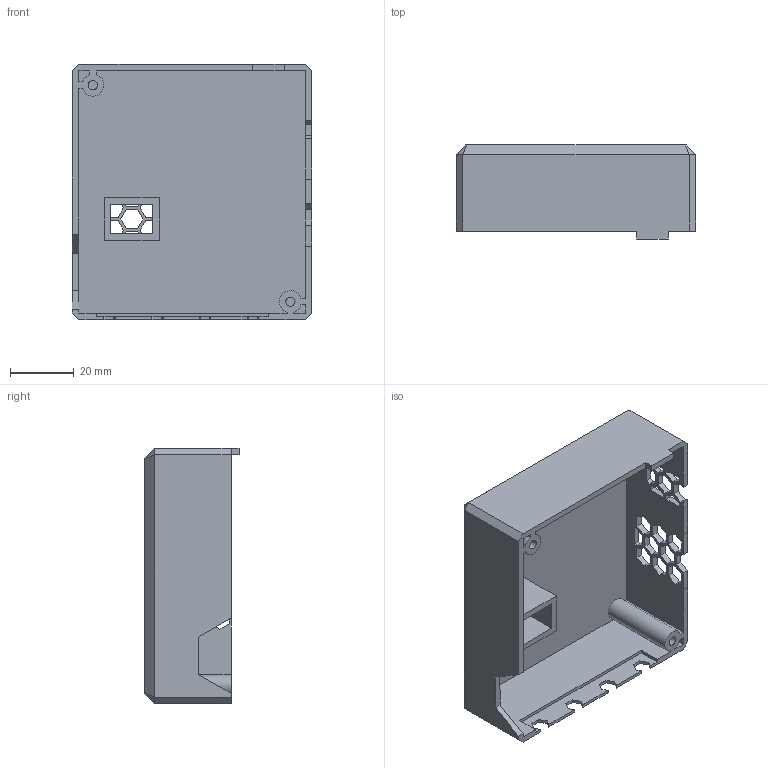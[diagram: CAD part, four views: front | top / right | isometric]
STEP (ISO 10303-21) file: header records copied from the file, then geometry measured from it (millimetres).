
FILE_DESCRIPTION(/* description */ (''),/* implementation_level */ '2;1');
FILE_NAME(/* name */ 'Lid.step',/* time_stamp */ '2025-01-18T13:34:59+01:00',/* author */ (''),/* organization */ (''),/* preprocessor_version */ 'ST-DEVELOPER v20',/* originating_system */ 'Autodesk Translation Framework v12.20.1.177',/* authorisation */ '');
FILE_SCHEMA (('AUTOMOTIVE_DESIGN { 1 0 10303 214 3 1 1 }'));
Length unit declared in the file: millimetre
Products named in the file (1): Lid
Bounding box: 75 x 29.5 x 80 mm (x, y, z)
Volume: 26544.1 mm3; surface area: 29404.4 mm2
Topology: 1 solids, 1 shells, 296 faces, 843 edges, 558 vertices
Faces by surface type: plane 282, cylinder 14
Full cylindrical faces by diameter (mm): 2.9 x2
Entity records: 9560 total; most frequent: CARTESIAN_POINT 1698, ORIENTED_EDGE 1686, DIRECTION 1465, EDGE_CURVE 843, LINE 815, VECTOR 815, VERTEX_POINT 558, EDGE_LOOP 349
